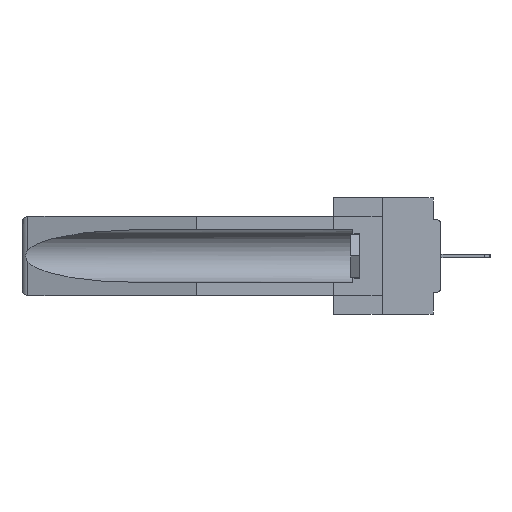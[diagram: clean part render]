
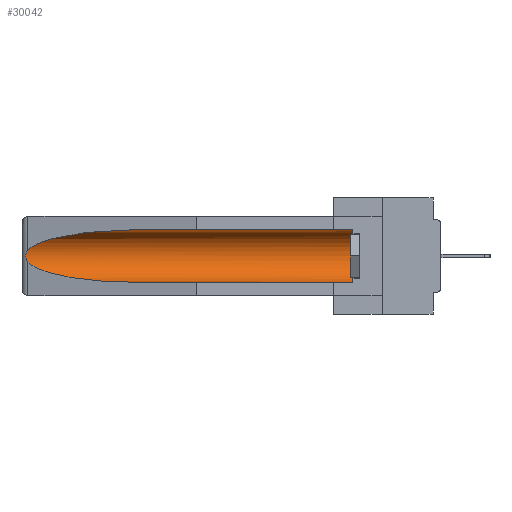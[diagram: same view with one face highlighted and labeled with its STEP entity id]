
A CAD part, left-side view. The second image highlights one B-rep face of the part: STEP entity #30042.
In plain terms, the highlighted cylindrical face has radius 2.857 mm (diameter 5.715 mm), a partial arc.
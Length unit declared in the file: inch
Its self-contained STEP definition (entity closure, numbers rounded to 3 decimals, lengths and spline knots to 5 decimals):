
#75 = EDGE_CURVE ( 'NONE', #38354, #18181, #21740, .T. ) ;
#1288 = CARTESIAN_POINT ( 'NONE',  ( 0.26537, 1.52718, -0.19328 ) ) ;
#1784 = CARTESIAN_POINT ( 'NONE',  ( 0.155, 1.07973, -0.284 ) ) ;
#2197 = DIRECTION ( 'NONE',  ( 0., -1., 0. ) ) ;
#2854 = EDGE_CURVE ( 'NONE', #30769, #16232, #37972, .T. ) ;
#3961 = VECTOR ( 'NONE', #20391, 39.37008 ) ;
#6347 = CARTESIAN_POINT ( 'NONE',  ( 0.155, 1.07973, -0.059 ) ) ;
#6707 = CARTESIAN_POINT ( 'NONE',  ( 0.155, -0.30754, -0.1715 ) ) ;
#7829 = CARTESIAN_POINT ( 'NONE',  ( 0.26537, 1.52718, -0.14972 ) ) ;
#7980 = DIRECTION ( 'NONE',  ( 0., 1., 0. ) ) ;
#9023 = FACE_OUTER_BOUND ( 'NONE', #23017, .T. ) ;
#9108 = ORIENTED_EDGE ( 'NONE', *, *, #75, .F. ) ;
#9236 = VERTEX_POINT ( 'NONE', #15887 ) ;
#9747 = DIRECTION ( 'NONE',  ( 0., 0., 1. ) ) ;
#9899 = CARTESIAN_POINT ( 'NONE',  ( 0.26537, 1.52718, -0.19328 ) ) ;
#10258 = CARTESIAN_POINT ( 'NONE',  ( 0.26654, 1.53092, -0.15636 ) ) ;
#11901 = ORIENTED_EDGE ( 'NONE', *, *, #2854, .T. ) ;
#12377 = CARTESIAN_POINT ( 'NONE',  ( 0.26537, 1.52718, -0.14972 ) ) ;
#12593 = EDGE_CURVE ( 'NONE', #16232, #9236, #18841, .T. ) ;
#12970 = EDGE_CURVE ( 'NONE', #38354, #30769, #31018, .T. ) ;
#13285 = CARTESIAN_POINT ( 'NONE',  ( 0.2675, 1.53308, -0.16763 ) ) ;
#14125 = EDGE_CURVE ( 'NONE', #15058, #18181, #29454, .T. ) ;
#14466 = ORIENTED_EDGE ( 'NONE', *, *, #36556, .T. ) ;
#15058 = VERTEX_POINT ( 'NONE', #9899 ) ;
#15108 = CYLINDRICAL_SURFACE ( 'NONE', #35969, 0.1125 ) ;
#15887 = CARTESIAN_POINT ( 'NONE',  ( 0.26537, 1.52718, -0.14972 ) ) ;
#16232 = VERTEX_POINT ( 'NONE', #24438 ) ;
#16280 = CARTESIAN_POINT ( 'NONE',  ( 0.2673, 1.53269, -0.17917 ) ) ;
#16912 = AXIS2_PLACEMENT_3D ( 'NONE', #20145, #2197, #23113 ) ;
#17980 = ORIENTED_EDGE ( 'NONE', *, *, #12970, .T. ) ;
#18181 = VERTEX_POINT ( 'NONE', #28122 ) ;
#18463 = ORIENTED_EDGE ( 'NONE', *, *, #14125, .T. ) ;
#18841 =( BOUNDED_CURVE ( )  B_SPLINE_CURVE ( 3, ( #6347, #24150, #30039, #12377 ),
 .UNSPECIFIED., .F., .F. ) 
 B_SPLINE_CURVE_WITH_KNOTS ( ( 4, 4 ),
 ( 4.71239, 6.08839 ),
 .UNSPECIFIED. ) 
 CURVE ( )  GEOMETRIC_REPRESENTATION_ITEM ( )  RATIONAL_B_SPLINE_CURVE ( ( 1., 0.848, 0.848, 1. ) ) 
 REPRESENTATION_ITEM ( '' )  );
#19256 = CARTESIAN_POINT ( 'NONE',  ( 0.26597, 1.5296, -0.19026 ) ) ;
#19733 = CARTESIAN_POINT ( 'NONE',  ( 0.26537, 1.52718, -0.19328 ) ) ;
#20145 = CARTESIAN_POINT ( 'NONE',  ( 0.155, 0.126, -0.1715 ) ) ;
#20391 = DIRECTION ( 'NONE',  ( 0., 1., 0. ) ) ;
#21740 = LINE ( 'NONE', #28731, #3961 ) ;
#22151 = CARTESIAN_POINT ( 'NONE',  ( 0.155, 0.126, -0.059 ) ) ;
#22331 = ORIENTED_EDGE ( 'NONE', *, *, #12593, .T. ) ;
#23017 = EDGE_LOOP ( 'NONE', ( #22331, #14466, #18463, #9108, #17980, #11901 ) ) ;
#23113 = DIRECTION ( 'NONE',  ( 0., 0., 1. ) ) ;
#24150 = CARTESIAN_POINT ( 'NONE',  ( 0.21114, 1.30732, -0.059 ) ) ;
#24438 = CARTESIAN_POINT ( 'NONE',  ( 0.155, 1.07973, -0.059 ) ) ;
#25016 = CARTESIAN_POINT ( 'NONE',  ( 0.26597, 1.52961, -0.15275 ) ) ;
#25704 = CARTESIAN_POINT ( 'NONE',  ( 0.155, -0.30754, -0.059 ) ) ;
#27422 = DIRECTION ( 'NONE',  ( 0., 1., 0. ) ) ;
#27945 = CARTESIAN_POINT ( 'NONE',  ( 0.155, 0.126, -0.284 ) ) ;
#28122 = CARTESIAN_POINT ( 'NONE',  ( 0.155, 1.07973, -0.284 ) ) ;
#28731 = CARTESIAN_POINT ( 'NONE',  ( 0.155, -0.30754, -0.284 ) ) ;
#29454 =( BOUNDED_CURVE ( )  B_SPLINE_CURVE ( 3, ( #19733, #37190, #31240, #1784 ),
 .UNSPECIFIED., .F., .F. ) 
 B_SPLINE_CURVE_WITH_KNOTS ( ( 4, 4 ),
 ( 0.1948, 1.5708 ),
 .UNSPECIFIED. ) 
 CURVE ( )  GEOMETRIC_REPRESENTATION_ITEM ( )  RATIONAL_B_SPLINE_CURVE ( ( 1., 0.848, 0.848, 1. ) ) 
 REPRESENTATION_ITEM ( '' )  );
#30039 = CARTESIAN_POINT ( 'NONE',  ( 0.25451, 1.48313, -0.09465 ) ) ;
#30042 = ADVANCED_FACE ( 'NONE', ( #9023 ), #15108, .F. ) ;
#30269 = VECTOR ( 'NONE', #7980, 39.37008 ) ;
#30769 = VERTEX_POINT ( 'NONE', #22151 ) ;
#30904 = CARTESIAN_POINT ( 'NONE',  ( 0.2673, 1.5327, -0.16383 ) ) ;
#31018 = CIRCLE ( 'NONE', #16912, 0.1125 ) ;
#31240 = CARTESIAN_POINT ( 'NONE',  ( 0.21114, 1.30732, -0.284 ) ) ;
#33821 = CARTESIAN_POINT ( 'NONE',  ( 0.2675, 1.53308, -0.17534 ) ) ;
#35969 = AXIS2_PLACEMENT_3D ( 'NONE', #6707, #27422, #9747 ) ;
#36215 = B_SPLINE_CURVE_WITH_KNOTS ( 'NONE', 3,
 ( #7829, #25016, #10258, #30904, #13285, #33821, #16280, #36731, #19256, #1288 ),
 .UNSPECIFIED., .F., .F.,
 ( 4, 2, 2, 2, 4 ),
 ( 0., 0.00029, 0.00058, 0.00087, 0.00117 ),
 .UNSPECIFIED. ) ;
#36556 = EDGE_CURVE ( 'NONE', #9236, #15058, #36215, .T. ) ;
#36731 = CARTESIAN_POINT ( 'NONE',  ( 0.26655, 1.53094, -0.18657 ) ) ;
#37190 = CARTESIAN_POINT ( 'NONE',  ( 0.25451, 1.48313, -0.24835 ) ) ;
#37972 = LINE ( 'NONE', #25704, #30269 ) ;
#38354 = VERTEX_POINT ( 'NONE', #27945 ) ;
